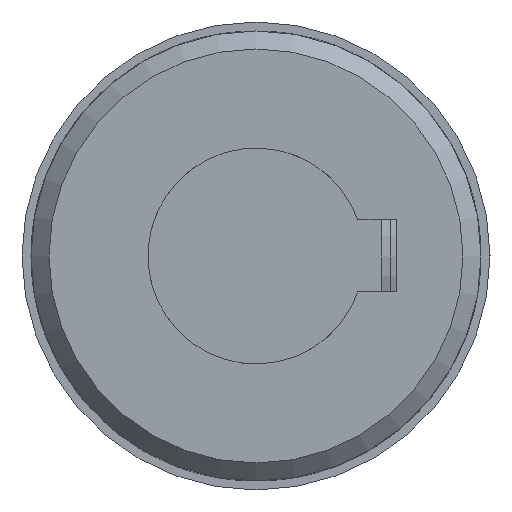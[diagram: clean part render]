
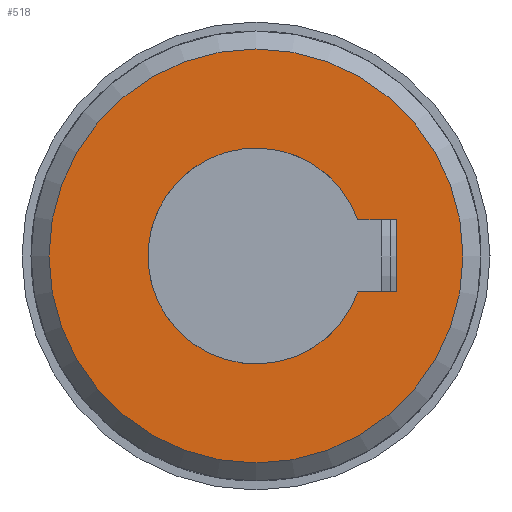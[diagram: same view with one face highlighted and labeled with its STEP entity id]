
A CAD part, left-side view. The second image highlights one B-rep face of the part: STEP entity #518.
In plain terms, the highlighted planar face has unit normal (-1, 0, 0).
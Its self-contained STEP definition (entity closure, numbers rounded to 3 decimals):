
#518 = ADVANCED_FACE( '', ( #1059, #1060 ), #1061, .T. );
#1059 = FACE_BOUND( '', #1641, .T. );
#1060 = FACE_OUTER_BOUND( '', #1642, .T. );
#1061 = PLANE( '', #1643 );
#1641 = EDGE_LOOP( '', ( #2862, #2863, #2864, #2865 ) );
#1642 = EDGE_LOOP( '', ( #2866 ) );
#1643 = AXIS2_PLACEMENT_3D( '', #2867, #2868, #2869 );
#2862 = ORIENTED_EDGE( '', *, *, #3566, .T. );
#2863 = ORIENTED_EDGE( '', *, *, #3850, .T. );
#2864 = ORIENTED_EDGE( '', *, *, #3712, .T. );
#2865 = ORIENTED_EDGE( '', *, *, #3851, .T. );
#2866 = ORIENTED_EDGE( '', *, *, #3669, .F. );
#2867 = CARTESIAN_POINT( '', ( 0., 11.5, 0. ) );
#2868 = DIRECTION( '', ( -1., 0., 0. ) );
#2869 = DIRECTION( '', ( 0., 0., 1. ) );
#3566 = EDGE_CURVE( '', #4293, #4291, #4294, .T. );
#3669 = EDGE_CURVE( '', #4462, #4462, #4463, .T. );
#3712 = EDGE_CURVE( '', #4526, #4524, #4527, .T. );
#3850 = EDGE_CURVE( '', #4291, #4526, #4712, .T. );
#3851 = EDGE_CURVE( '', #4524, #4293, #4713, .T. );
#4291 = VERTEX_POINT( '', #5593 );
#4293 = VERTEX_POINT( '', #5596 );
#4294 = LINE( '', #5597, #5598 );
#4462 = VERTEX_POINT( '', #5813 );
#4463 = CIRCLE( '', #5814, 11.5 );
#4524 = VERTEX_POINT( '', #6141 );
#4526 = VERTEX_POINT( '', #6144 );
#4527 = LINE( '', #6145, #6146 );
#4712 = CIRCLE( '', #6533, 6. );
#4713 = LINE( '', #6534, #6535 );
#5593 = CARTESIAN_POINT( '', ( 0., 2., -5.657 ) );
#5596 = CARTESIAN_POINT( '', ( 0., 2., -7.8 ) );
#5597 = CARTESIAN_POINT( '', ( 0., 2., -7.8 ) );
#5598 = VECTOR( '', #7122, 1000. );
#5813 = CARTESIAN_POINT( '', ( 0., 0., -11.5 ) );
#5814 = AXIS2_PLACEMENT_3D( '', #7275, #7276, #7277 );
#6141 = CARTESIAN_POINT( '', ( 0., -2., -7.8 ) );
#6144 = CARTESIAN_POINT( '', ( 0., -2., -5.657 ) );
#6145 = CARTESIAN_POINT( '', ( 0., -2., 0. ) );
#6146 = VECTOR( '', #7325, 1000. );
#6533 = AXIS2_PLACEMENT_3D( '', #7487, #7488, #7489 );
#6534 = CARTESIAN_POINT( '', ( 0., -2., -7.8 ) );
#6535 = VECTOR( '', #7490, 1000. );
#7122 = DIRECTION( '', ( 0., 0., 1. ) );
#7275 = CARTESIAN_POINT( '', ( 0., 0., 0. ) );
#7276 = DIRECTION( '', ( 1., 0., 0. ) );
#7277 = DIRECTION( '', ( 0., 0., -1. ) );
#7325 = DIRECTION( '', ( 0., 0., -1. ) );
#7487 = CARTESIAN_POINT( '', ( 0., 0., 0. ) );
#7488 = DIRECTION( '', ( 1., 0., 0. ) );
#7489 = DIRECTION( '', ( 0., 0., -1. ) );
#7490 = DIRECTION( '', ( 0., 1., 0. ) );
